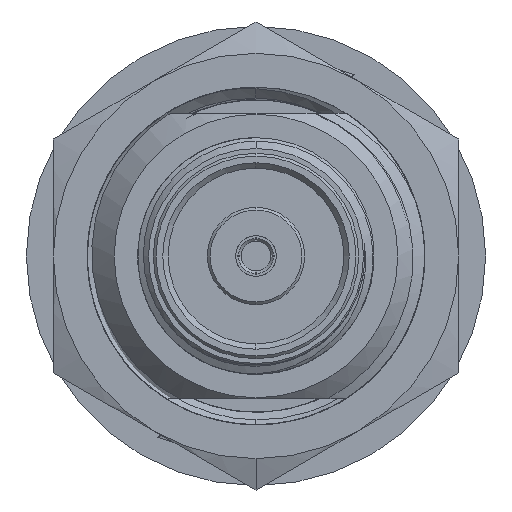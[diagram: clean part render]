
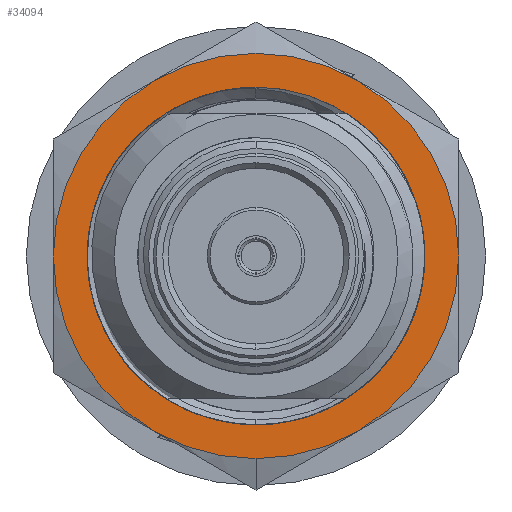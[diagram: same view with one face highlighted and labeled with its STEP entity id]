
A CAD part, left-side view. The second image highlights one B-rep face of the part: STEP entity #34094.
In plain terms, the highlighted planar face has unit normal (-1, 0, 0).
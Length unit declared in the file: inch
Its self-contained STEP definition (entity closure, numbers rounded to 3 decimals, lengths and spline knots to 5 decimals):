
#212 = CARTESIAN_POINT ( 'NONE',  ( 0.473, 0.375, 0. ) ) ;
#466 = VERTEX_POINT ( 'NONE', #26608 ) ;
#841 = EDGE_CURVE ( 'NONE', #24619, #22979, #14159, .T. ) ;
#1016 = PLANE ( 'NONE',  #27360 ) ;
#1051 = CARTESIAN_POINT ( 'NONE',  ( 0.473, 0., 0. ) ) ;
#1159 = ORIENTED_EDGE ( 'NONE', *, *, #30366, .T. ) ;
#1633 = DIRECTION ( 'NONE',  ( -1., 0., 0. ) ) ;
#2225 = CIRCLE ( 'NONE', #17578, 0.375 ) ;
#2793 = DIRECTION ( 'NONE',  ( 0., 0., -1. ) ) ;
#2880 = CARTESIAN_POINT ( 'NONE',  ( 0.473, 0., 0. ) ) ;
#3347 = CARTESIAN_POINT ( 'NONE',  ( 0.473, 0.1875, 0.32476 ) ) ;
#3376 = CARTESIAN_POINT ( 'NONE',  ( 0.473, 0., 0. ) ) ;
#3686 = VERTEX_POINT ( 'NONE', #29712 ) ;
#4151 = EDGE_LOOP ( 'NONE', ( #24493, #14759, #1159 ) ) ;
#4817 = DIRECTION ( 'NONE',  ( 0., 0., -1. ) ) ;
#5523 = VERTEX_POINT ( 'NONE', #6312 ) ;
#5716 = ORIENTED_EDGE ( 'NONE', *, *, #841, .T. ) ;
#6127 = CARTESIAN_POINT ( 'NONE',  ( 0.473, 0., 0.3125 ) ) ;
#6250 = FACE_OUTER_BOUND ( 'NONE', #11165, .T. ) ;
#6312 = CARTESIAN_POINT ( 'NONE',  ( 0.473, 0.1875, -0.32476 ) ) ;
#6833 = DIRECTION ( 'NONE',  ( 0., 0., -1. ) ) ;
#7174 = ORIENTED_EDGE ( 'NONE', *, *, #11690, .T. ) ;
#8615 = CARTESIAN_POINT ( 'NONE',  ( 0.473, 0., 0. ) ) ;
#9046 = DIRECTION ( 'NONE',  ( 0., 0., -1. ) ) ;
#9084 = DIRECTION ( 'NONE',  ( 0., 0., -1. ) ) ;
#9105 = ORIENTED_EDGE ( 'NONE', *, *, #24029, .T. ) ;
#9855 = CIRCLE ( 'NONE', #31552, 0.375 ) ;
#10407 = CARTESIAN_POINT ( 'NONE',  ( 0.473, -0.375, 0. ) ) ;
#11091 = CARTESIAN_POINT ( 'NONE',  ( 0.473, 0., 0. ) ) ;
#11165 = EDGE_LOOP ( 'NONE', ( #18596, #11910, #9105, #32194, #5716, #7174, #25471 ) ) ;
#11329 = DIRECTION ( 'NONE',  ( 0., 0., -1. ) ) ;
#11428 = CIRCLE ( 'NONE', #14765, 0.3125 ) ;
#11690 = EDGE_CURVE ( 'NONE', #22979, #20282, #28215, .T. ) ;
#11910 = ORIENTED_EDGE ( 'NONE', *, *, #26509, .T. ) ;
#12409 = VERTEX_POINT ( 'NONE', #19539 ) ;
#13237 = AXIS2_PLACEMENT_3D ( 'NONE', #26124, #28489, #23305 ) ;
#13349 = DIRECTION ( 'NONE',  ( 0., 0., -1. ) ) ;
#14052 = CIRCLE ( 'NONE', #15371, 0.375 ) ;
#14159 = CIRCLE ( 'NONE', #13237, 0.375 ) ;
#14428 = DIRECTION ( 'NONE',  ( 0., 0., -1. ) ) ;
#14749 = EDGE_CURVE ( 'NONE', #30752, #30699, #22644, .T. ) ;
#14759 = ORIENTED_EDGE ( 'NONE', *, *, #17053, .T. ) ;
#14765 = AXIS2_PLACEMENT_3D ( 'NONE', #34755, #34519, #4817 ) ;
#15012 = AXIS2_PLACEMENT_3D ( 'NONE', #2880, #16461, #32387 ) ;
#15029 = CIRCLE ( 'NONE', #15012, 0.3125 ) ;
#15089 = EDGE_CURVE ( 'NONE', #5523, #12409, #33609, .T. ) ;
#15371 = AXIS2_PLACEMENT_3D ( 'NONE', #30948, #22579, #9046 ) ;
#16461 = DIRECTION ( 'NONE',  ( 1., 0., 0. ) ) ;
#17053 = EDGE_CURVE ( 'NONE', #30699, #3686, #15029, .T. ) ;
#17578 = AXIS2_PLACEMENT_3D ( 'NONE', #1051, #27834, #14428 ) ;
#18596 = ORIENTED_EDGE ( 'NONE', *, *, #15089, .T. ) ;
#18627 = EDGE_CURVE ( 'NONE', #20081, #24619, #22114, .T. ) ;
#19539 = CARTESIAN_POINT ( 'NONE',  ( 0.473, 0., -0.375 ) ) ;
#19899 = DIRECTION ( 'NONE',  ( 1., 0., 0. ) ) ;
#20081 = VERTEX_POINT ( 'NONE', #10407 ) ;
#20282 = VERTEX_POINT ( 'NONE', #212 ) ;
#20658 = AXIS2_PLACEMENT_3D ( 'NONE', #24162, #23925, #13349 ) ;
#21778 = DIRECTION ( 'NONE',  ( 1., 0., 0. ) ) ;
#22114 = CIRCLE ( 'NONE', #20658, 0.375 ) ;
#22246 = DIRECTION ( 'NONE',  ( -1., 0., 0. ) ) ;
#22579 = DIRECTION ( 'NONE',  ( -1., 0., 0. ) ) ;
#22644 = CIRCLE ( 'NONE', #30993, 0.3125 ) ;
#22979 = VERTEX_POINT ( 'NONE', #3347 ) ;
#23100 = FACE_BOUND ( 'NONE', #4151, .T. ) ;
#23305 = DIRECTION ( 'NONE',  ( 0., 0., -1. ) ) ;
#23789 = EDGE_CURVE ( 'NONE', #5523, #20282, #2225, .T. ) ;
#23925 = DIRECTION ( 'NONE',  ( -1., 0., 0. ) ) ;
#24029 = EDGE_CURVE ( 'NONE', #466, #20081, #9855, .T. ) ;
#24162 = CARTESIAN_POINT ( 'NONE',  ( 0.473, 0., 0. ) ) ;
#24493 = ORIENTED_EDGE ( 'NONE', *, *, #14749, .T. ) ;
#24619 = VERTEX_POINT ( 'NONE', #28781 ) ;
#24879 = AXIS2_PLACEMENT_3D ( 'NONE', #3376, #22246, #6833 ) ;
#25471 = ORIENTED_EDGE ( 'NONE', *, *, #23789, .F. ) ;
#26124 = CARTESIAN_POINT ( 'NONE',  ( 0.473, 0., 0. ) ) ;
#26506 = DIRECTION ( 'NONE',  ( 0., 0., -1. ) ) ;
#26509 = EDGE_CURVE ( 'NONE', #12409, #466, #14052, .T. ) ;
#26608 = CARTESIAN_POINT ( 'NONE',  ( 0.473, -0.1875, -0.32476 ) ) ;
#27360 = AXIS2_PLACEMENT_3D ( 'NONE', #30866, #19899, #9084 ) ;
#27834 = DIRECTION ( 'NONE',  ( 1., 0., 0. ) ) ;
#28215 = CIRCLE ( 'NONE', #32065, 0.375 ) ;
#28489 = DIRECTION ( 'NONE',  ( -1., 0., 0. ) ) ;
#28781 = CARTESIAN_POINT ( 'NONE',  ( 0.473, -0.1875, 0.32476 ) ) ;
#29712 = CARTESIAN_POINT ( 'NONE',  ( 0.473, -0.18745, 0.25004 ) ) ;
#29919 = DIRECTION ( 'NONE',  ( -1., 0., 0. ) ) ;
#30366 = EDGE_CURVE ( 'NONE', #3686, #30752, #11428, .T. ) ;
#30699 = VERTEX_POINT ( 'NONE', #6127 ) ;
#30752 = VERTEX_POINT ( 'NONE', #32978 ) ;
#30866 = CARTESIAN_POINT ( 'NONE',  ( 0.473, 0., 0. ) ) ;
#30948 = CARTESIAN_POINT ( 'NONE',  ( 0.473, 0., 0. ) ) ;
#30993 = AXIS2_PLACEMENT_3D ( 'NONE', #11091, #21778, #2793 ) ;
#31552 = AXIS2_PLACEMENT_3D ( 'NONE', #31949, #1633, #26506 ) ;
#31949 = CARTESIAN_POINT ( 'NONE',  ( 0.473, 0., 0. ) ) ;
#32065 = AXIS2_PLACEMENT_3D ( 'NONE', #8615, #29919, #11329 ) ;
#32194 = ORIENTED_EDGE ( 'NONE', *, *, #18627, .T. ) ;
#32387 = DIRECTION ( 'NONE',  ( 0., 0., -1. ) ) ;
#32978 = CARTESIAN_POINT ( 'NONE',  ( 0.473, 0.04426, 0.30935 ) ) ;
#33609 = CIRCLE ( 'NONE', #24879, 0.375 ) ;
#34094 = ADVANCED_FACE ( 'NONE', ( #23100, #6250 ), #1016, .F. ) ;
#34519 = DIRECTION ( 'NONE',  ( 1., 0., 0. ) ) ;
#34755 = CARTESIAN_POINT ( 'NONE',  ( 0.473, 0., 0. ) ) ;
